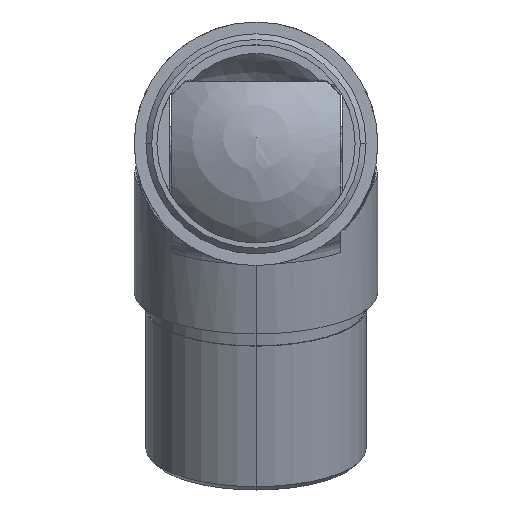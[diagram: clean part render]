
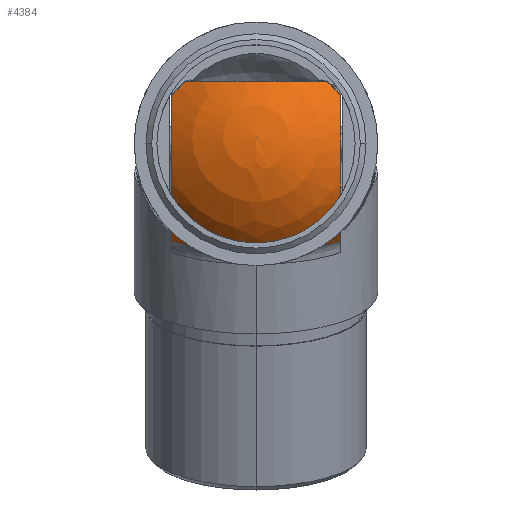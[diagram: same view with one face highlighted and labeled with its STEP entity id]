
A CAD part, front view. The second image highlights one B-rep face of the part: STEP entity #4384.
In plain terms, the highlighted spherical face has radius 25 mm.
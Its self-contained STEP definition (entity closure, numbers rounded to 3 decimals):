
#168 = CIRCLE ( 'NONE', #3290, 18.687 ) ;
#195 = DIRECTION ( 'NONE',  ( 0., 1., 0. ) ) ;
#215 = CARTESIAN_POINT ( 'NONE',  ( 3.809, 38.608, -11.743 ) ) ;
#283 = DIRECTION ( 'NONE',  ( -0.229, -0.669, -0.707 ) ) ;
#286 = ORIENTED_EDGE ( 'NONE', *, *, #3043, .T. ) ;
#459 = EDGE_CURVE ( 'NONE', #790, #1285, #3905, .T. ) ;
#484 = AXIS2_PLACEMENT_3D ( 'NONE', #678, #283, #1438 ) ;
#499 = CARTESIAN_POINT ( 'NONE',  ( -21.833, 15.322, 0. ) ) ;
#562 = CARTESIAN_POINT ( 'NONE',  ( 0., 27.5, -14.75 ) ) ;
#567 = CARTESIAN_POINT ( 'NONE',  ( 0., 15.322, 0. ) ) ;
#593 = DIRECTION ( 'NONE',  ( -0.229, -0.669, 0.707 ) ) ;
#596 = EDGE_CURVE ( 'NONE', #4755, #1285, #871, .T. ) ;
#678 = CARTESIAN_POINT ( 'NONE',  ( 3.809, 38.608, 11.743 ) ) ;
#790 = VERTEX_POINT ( 'NONE', #1500 ) ;
#803 = DIRECTION ( 'NONE',  ( 0., 1., 0. ) ) ;
#819 = DIRECTION ( 'NONE',  ( 0.324, 0.946, 0. ) ) ;
#866 = EDGE_CURVE ( 'NONE', #3495, #1214, #1042, .T. ) ;
#871 = CIRCLE ( 'NONE', #484, 18.687 ) ;
#874 = AXIS2_PLACEMENT_3D ( 'NONE', #4496, #2271, #3400 ) ;
#939 = ORIENTED_EDGE ( 'NONE', *, *, #4082, .T. ) ;
#986 = CIRCLE ( 'NONE', #874, 20.185 ) ;
#1042 = CIRCLE ( 'NONE', #4385, 20.185 ) ;
#1066 = SPHERICAL_SURFACE ( 'NONE', #3360, 25. ) ;
#1137 = VERTEX_POINT ( 'NONE', #2862 ) ;
#1208 = DIRECTION ( 'NONE',  ( -1., 0., 0. ) ) ;
#1214 = VERTEX_POINT ( 'NONE', #2267 ) ;
#1248 = AXIS2_PLACEMENT_3D ( 'NONE', #2302, #803, #1208 ) ;
#1253 = CIRCLE ( 'NONE', #1248, 21.833 ) ;
#1266 = ORIENTED_EDGE ( 'NONE', *, *, #459, .F. ) ;
#1285 = VERTEX_POINT ( 'NONE', #2447 ) ;
#1328 = DIRECTION ( 'NONE',  ( -1., 0., 0. ) ) ;
#1360 = CARTESIAN_POINT ( 'NONE',  ( -14.38, 41.665, 14.75 ) ) ;
#1438 = DIRECTION ( 'NONE',  ( 0., 0.726, -0.687 ) ) ;
#1457 = FACE_OUTER_BOUND ( 'NONE', #4260, .T. ) ;
#1500 = CARTESIAN_POINT ( 'NONE',  ( -14.02, 44.185, -12.25 ) ) ;
#1508 = CARTESIAN_POINT ( 'NONE',  ( 0., 27.5, 0. ) ) ;
#1723 = AXIS2_PLACEMENT_3D ( 'NONE', #3035, #819, #2270 ) ;
#1930 = ORIENTED_EDGE ( 'NONE', *, *, #866, .F. ) ;
#2098 = ORIENTED_EDGE ( 'NONE', *, *, #2786, .T. ) ;
#2267 = CARTESIAN_POINT ( 'NONE',  ( -14.38, 41.665, -14.75 ) ) ;
#2270 = DIRECTION ( 'NONE',  ( 0.946, -0.324, 0. ) ) ;
#2271 = DIRECTION ( 'NONE',  ( 0., 0., -1. ) ) ;
#2302 = CARTESIAN_POINT ( 'NONE',  ( 0., 15.322, 0. ) ) ;
#2340 = ORIENTED_EDGE ( 'NONE', *, *, #2429, .T. ) ;
#2429 = EDGE_CURVE ( 'NONE', #790, #1214, #168, .T. ) ;
#2430 = DIRECTION ( 'NONE',  ( -1., 0., 0. ) ) ;
#2447 = CARTESIAN_POINT ( 'NONE',  ( -14.02, 44.185, 12.25 ) ) ;
#2786 = EDGE_CURVE ( 'NONE', #1137, #4755, #986, .T. ) ;
#2800 = DIRECTION ( 'NONE',  ( 0., 0., -1. ) ) ;
#2862 = CARTESIAN_POINT ( 'NONE',  ( -16.098, 15.322, 14.75 ) ) ;
#3035 = CARTESIAN_POINT ( 'NONE',  ( 3.644, 38.128, 0. ) ) ;
#3043 = EDGE_CURVE ( 'NONE', #3495, #4198, #4556, .T. ) ;
#3134 = CARTESIAN_POINT ( 'NONE',  ( -16.098, 15.322, -14.75 ) ) ;
#3290 = AXIS2_PLACEMENT_3D ( 'NONE', #215, #593, #3948 ) ;
#3360 = AXIS2_PLACEMENT_3D ( 'NONE', #1508, #3385, #4444 ) ;
#3385 = DIRECTION ( 'NONE',  ( -0.924, 0.383, 0. ) ) ;
#3400 = DIRECTION ( 'NONE',  ( -1., 0., 0. ) ) ;
#3437 = AXIS2_PLACEMENT_3D ( 'NONE', #567, #195, #2430 ) ;
#3495 = VERTEX_POINT ( 'NONE', #3134 ) ;
#3905 = CIRCLE ( 'NONE', #1723, 22.333 ) ;
#3948 = DIRECTION ( 'NONE',  ( 0., -0.726, -0.687 ) ) ;
#4082 = EDGE_CURVE ( 'NONE', #4198, #1137, #1253, .T. ) ;
#4198 = VERTEX_POINT ( 'NONE', #499 ) ;
#4260 = EDGE_LOOP ( 'NONE', ( #2098, #4348, #1266, #2340, #1930, #286, #939 ) ) ;
#4348 = ORIENTED_EDGE ( 'NONE', *, *, #596, .T. ) ;
#4384 = ADVANCED_FACE ( 'NONE', ( #1457 ), #1066, .T. ) ;
#4385 = AXIS2_PLACEMENT_3D ( 'NONE', #562, #2800, #1328 ) ;
#4444 = DIRECTION ( 'NONE',  ( -0.383, -0.924, 0. ) ) ;
#4496 = CARTESIAN_POINT ( 'NONE',  ( 0., 27.5, 14.75 ) ) ;
#4556 = CIRCLE ( 'NONE', #3437, 21.833 ) ;
#4755 = VERTEX_POINT ( 'NONE', #1360 ) ;
